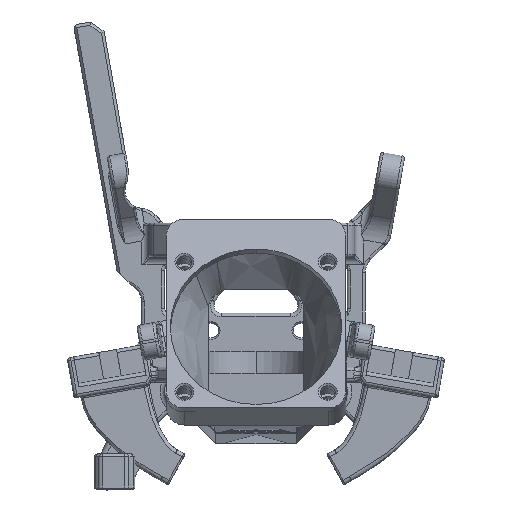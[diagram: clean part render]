
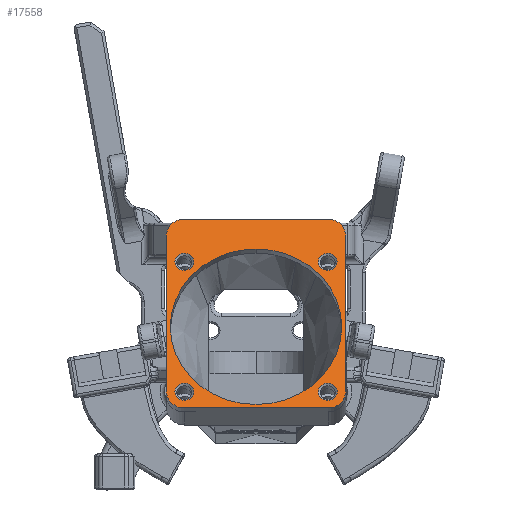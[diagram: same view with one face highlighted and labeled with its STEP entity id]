
A CAD part, front view. The second image highlights one B-rep face of the part: STEP entity #17558.
In plain terms, the highlighted planar face has unit normal (0, -0.906, 0.423).
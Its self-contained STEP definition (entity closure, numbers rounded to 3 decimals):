
#1007=FACE_BOUND('',#2553,.T.);
#1008=FACE_BOUND('',#2554,.T.);
#1009=FACE_BOUND('',#2555,.T.);
#1010=FACE_BOUND('',#2556,.T.);
#1011=FACE_BOUND('',#2557,.T.);
#1091=PLANE('',#18634);
#1515=FACE_OUTER_BOUND('',#2552,.T.);
#2552=EDGE_LOOP('',(#11766,#11767,#11768,#11769,#11770,#11771,#11772,#11773));
#2553=EDGE_LOOP('',(#11774,#11775));
#2554=EDGE_LOOP('',(#11776));
#2555=EDGE_LOOP('',(#11777));
#2556=EDGE_LOOP('',(#11778));
#2557=EDGE_LOOP('',(#11779));
#3672=LINE('',#25175,#5133);
#3675=LINE('',#25181,#5136);
#3676=LINE('',#25185,#5137);
#3677=LINE('',#25189,#5138);
#5133=VECTOR('',#20346,10.);
#5136=VECTOR('',#20351,10.);
#5137=VECTOR('',#20354,10.);
#5138=VECTOR('',#20357,10.);
#6596=CIRCLE('',#18631,4.);
#6598=CIRCLE('',#18635,4.);
#6599=CIRCLE('',#18636,4.);
#6600=CIRCLE('',#18637,4.);
#6601=CIRCLE('',#18638,19.132);
#6602=CIRCLE('',#18639,19.132);
#6603=CIRCLE('',#18640,2.1);
#6604=CIRCLE('',#18641,2.1);
#6605=CIRCLE('',#18642,2.1);
#6606=CIRCLE('',#18643,2.1);
#7258=VERTEX_POINT('',#25165);
#7259=VERTEX_POINT('',#25166);
#7262=VERTEX_POINT('',#25174);
#7264=VERTEX_POINT('',#25180);
#7265=VERTEX_POINT('',#25182);
#7266=VERTEX_POINT('',#25184);
#7267=VERTEX_POINT('',#25186);
#7268=VERTEX_POINT('',#25188);
#7269=VERTEX_POINT('',#25191);
#7270=VERTEX_POINT('',#25192);
#7271=VERTEX_POINT('',#25195);
#7272=VERTEX_POINT('',#25197);
#7273=VERTEX_POINT('',#25199);
#7274=VERTEX_POINT('',#25201);
#8991=EDGE_CURVE('',#7258,#7259,#6596,.T.);
#8995=EDGE_CURVE('',#7262,#7259,#3672,.T.);
#8998=EDGE_CURVE('',#7258,#7264,#3675,.T.);
#8999=EDGE_CURVE('',#7265,#7264,#6598,.T.);
#9000=EDGE_CURVE('',#7265,#7266,#3676,.T.);
#9001=EDGE_CURVE('',#7266,#7267,#6599,.T.);
#9002=EDGE_CURVE('',#7268,#7267,#3677,.T.);
#9003=EDGE_CURVE('',#7262,#7268,#6600,.T.);
#9004=EDGE_CURVE('',#7269,#7270,#6601,.T.);
#9005=EDGE_CURVE('',#7269,#7270,#6602,.T.);
#9006=EDGE_CURVE('',#7271,#7271,#6603,.T.);
#9007=EDGE_CURVE('',#7272,#7272,#6604,.T.);
#9008=EDGE_CURVE('',#7273,#7273,#6605,.T.);
#9009=EDGE_CURVE('',#7274,#7274,#6606,.T.);
#11766=ORIENTED_EDGE('',*,*,#8991,.F.);
#11767=ORIENTED_EDGE('',*,*,#8998,.T.);
#11768=ORIENTED_EDGE('',*,*,#8999,.F.);
#11769=ORIENTED_EDGE('',*,*,#9000,.T.);
#11770=ORIENTED_EDGE('',*,*,#9001,.T.);
#11771=ORIENTED_EDGE('',*,*,#9002,.F.);
#11772=ORIENTED_EDGE('',*,*,#9003,.F.);
#11773=ORIENTED_EDGE('',*,*,#8995,.T.);
#11774=ORIENTED_EDGE('',*,*,#9004,.T.);
#11775=ORIENTED_EDGE('',*,*,#9005,.F.);
#11776=ORIENTED_EDGE('',*,*,#9006,.T.);
#11777=ORIENTED_EDGE('',*,*,#9007,.T.);
#11778=ORIENTED_EDGE('',*,*,#9008,.F.);
#11779=ORIENTED_EDGE('',*,*,#9009,.F.);
#17558=ADVANCED_FACE('',(#1515,#1007,#1008,#1009,#1010,#1011),#1091,.T.);
#18631=AXIS2_PLACEMENT_3D('',#25167,#20338,#20339);
#18634=AXIS2_PLACEMENT_3D('',#25179,#20349,#20350);
#18635=AXIS2_PLACEMENT_3D('',#25183,#20352,#20353);
#18636=AXIS2_PLACEMENT_3D('',#25187,#20355,#20356);
#18637=AXIS2_PLACEMENT_3D('',#25190,#20358,#20359);
#18638=AXIS2_PLACEMENT_3D('',#25193,#20360,#20361);
#18639=AXIS2_PLACEMENT_3D('',#25194,#20362,#20363);
#18640=AXIS2_PLACEMENT_3D('',#25196,#20364,#20365);
#18641=AXIS2_PLACEMENT_3D('',#25198,#20366,#20367);
#18642=AXIS2_PLACEMENT_3D('',#25200,#20368,#20369);
#18643=AXIS2_PLACEMENT_3D('',#25202,#20370,#20371);
#20338=DIRECTION('center_axis',(0.,0.906,
-0.423));
#20339=DIRECTION('ref_axis',(0.707,-0.299,-0.641));
#20346=DIRECTION('',(1.,0.,0.));
#20349=DIRECTION('center_axis',(0.,-0.906,
0.423));
#20350=DIRECTION('ref_axis',(0.,-0.423,-0.906));
#20351=DIRECTION('',(0.,0.423,0.906));
#20352=DIRECTION('center_axis',(0.,0.906,
-0.423));
#20353=DIRECTION('ref_axis',(0.707,0.299,0.641));
#20354=DIRECTION('',(-1.,0.,0.));
#20355=DIRECTION('center_axis',(0.,-0.906,
0.423));
#20356=DIRECTION('ref_axis',(-0.707,0.299,0.641));
#20357=DIRECTION('',(0.,0.423,0.906));
#20358=DIRECTION('center_axis',(0.,0.906,
-0.423));
#20359=DIRECTION('ref_axis',(-0.707,-0.299,-0.641));
#20360=DIRECTION('center_axis',(0.,0.906,
-0.423));
#20361=DIRECTION('ref_axis',(1.,0.,0.));
#20362=DIRECTION('center_axis',(0.,-0.906,
0.423));
#20363=DIRECTION('ref_axis',(1.,0.,0.));
#20364=DIRECTION('center_axis',(0.,0.906,
-0.423));
#20365=DIRECTION('ref_axis',(1.,0.,0.));
#20366=DIRECTION('center_axis',(0.,0.906,
-0.423));
#20367=DIRECTION('ref_axis',(1.,0.,0.));
#20368=DIRECTION('center_axis',(0.,-0.906,
0.423));
#20369=DIRECTION('ref_axis',(-1.,0.,0.));
#20370=DIRECTION('center_axis',(0.,-0.906,
0.423));
#20371=DIRECTION('ref_axis',(-1.,0.,0.));
#25165=CARTESIAN_POINT('',(20.,-49.019,-39.216));
#25166=CARTESIAN_POINT('',(16.,-50.71,-42.841));
#25167=CARTESIAN_POINT('Origin',(16.,-49.02,-39.215));
#25174=CARTESIAN_POINT('',(-16.,-50.718,-42.839));
#25175=CARTESIAN_POINT('',(7.5,-50.713,-42.84));
#25179=CARTESIAN_POINT('Origin',(-5.,-49.452,-40.129));
#25180=CARTESIAN_POINT('',(19.998,-32.748,-4.323));
#25181=CARTESIAN_POINT('',(19.999,-38.878,-17.469));
#25182=CARTESIAN_POINT('',(15.998,-31.059,-0.697));
#25183=CARTESIAN_POINT('Origin',(15.998,-32.749,-4.323));
#25184=CARTESIAN_POINT('',(-16.002,-31.067,-0.696));
#25185=CARTESIAN_POINT('',(-12.502,-31.066,-0.696));
#25186=CARTESIAN_POINT('',(-20.002,-32.758,-4.321));
#25187=CARTESIAN_POINT('Origin',(-16.002,-32.757,-4.321));
#25188=CARTESIAN_POINT('',(-20.,-49.029,-39.213));
#25189=CARTESIAN_POINT('',(-20.001,-38.888,-17.467));
#25190=CARTESIAN_POINT('Origin',(-16.,-49.028,-39.214));
#25191=CARTESIAN_POINT('',(-0.002,-34.176,-7.374));
#25192=CARTESIAN_POINT('',(0.,-50.348,-42.053));
#25193=CARTESIAN_POINT('Origin',(-0.001,-42.262,
-24.714));
#25194=CARTESIAN_POINT('Origin',(-0.001,-42.262,
-24.714));
#25195=CARTESIAN_POINT('',(-18.102,-35.505,-10.212));
#25196=CARTESIAN_POINT('Origin',(-16.002,-35.504,-10.212));
#25197=CARTESIAN_POINT('',(-18.1,-49.028,-39.214));
#25198=CARTESIAN_POINT('Origin',(-16.,-49.028,-39.214));
#25199=CARTESIAN_POINT('',(18.1,-49.019,-39.216));
#25200=CARTESIAN_POINT('Origin',(16.,-49.02,-39.215));
#25201=CARTESIAN_POINT('',(18.098,-35.496,-10.214));
#25202=CARTESIAN_POINT('Origin',(15.998,-35.496,-10.214));
